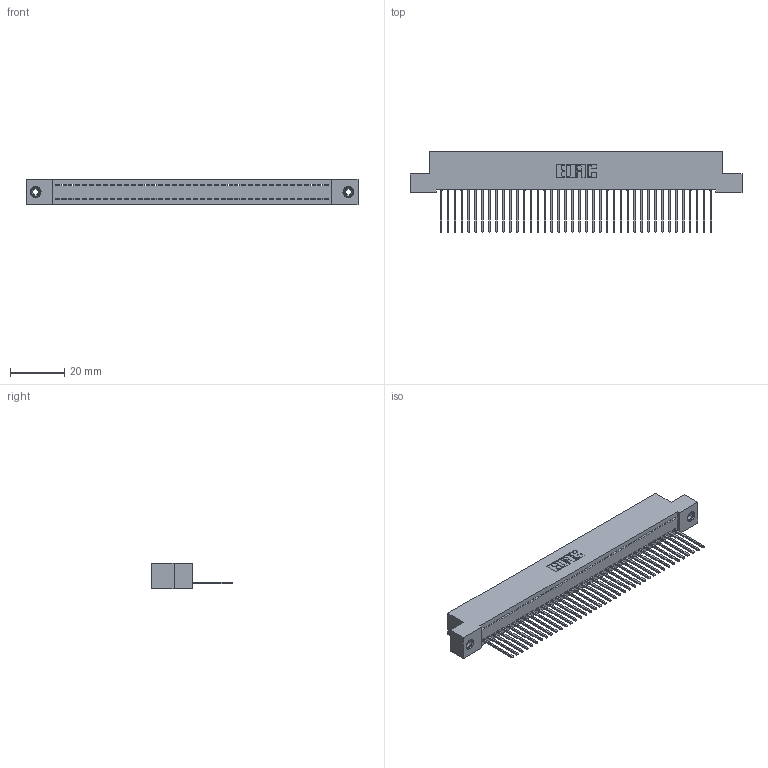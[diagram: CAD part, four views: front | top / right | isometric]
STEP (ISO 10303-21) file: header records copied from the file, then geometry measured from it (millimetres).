
FILE_DESCRIPTION (( 'STEP AP203' ), '1' );
FILE_NAME ('342-040-540-108.STEP', '2018-08-12T00:23:22', ( '' ), ( '' ), 'SwSTEP 2.0', 'SolidWorks 2016', '' );
FILE_SCHEMA (( 'CONFIG_CONTROL_DESIGN' ));
Length unit declared in the file: inch
Products named in the file (4): 342 Part_TI; 345-292-001_345-293-140; 345-250-001_345-250-003-102; 342-040-540-108
Assembly tree (43 placements, depth 2):
  342-040-540-108
    342 Part_TI
    345-292-001_345-293-140  x40
    345-250-001_345-250-003-102  x2
Bounding box: 121.92 x 29.47 x 9.4 mm (x, y, z)
Volume: 10731.1 mm3; surface area: 16113.1 mm2
Topology: 43 solids, 43 shells, 2490 faces, 7475 edges, 4922 vertices
Faces by surface type: plane 1778, cylinder 696, cone 12, torus 4
Entity records: 25784 total; most frequent: CARTESIAN_POINT 4429, ORIENTED_EDGE 4398, DIRECTION 3773, EDGE_CURVE 2199, LINE 2051, VECTOR 2051, VERTEX_POINT 1460, AXIS2_PLACEMENT_3D 861
